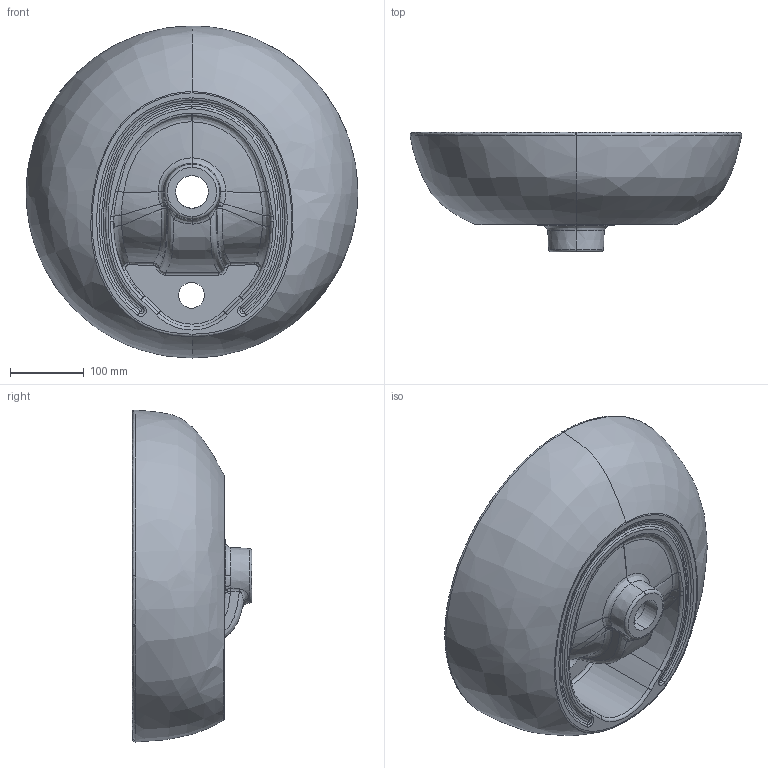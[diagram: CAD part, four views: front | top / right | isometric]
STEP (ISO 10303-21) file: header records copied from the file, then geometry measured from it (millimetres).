
FILE_DESCRIPTION((''),'2;1');
FILE_NAME('NL1940','2021-08-06T',('dan.hao'),(''),'PRO/ENGINEER BY PARAMETRIC TECHNOLOGY CORPORATION, 2010280','PRO/ENGINEER BY PARAMETRIC TECHNOLOGY CORPORATION, 2010280','');
FILE_SCHEMA(('AUTOMOTIVE_DESIGN_CC2 { 1 2 10303 214 -1 1 5 2 }'));
Length unit declared in the file: millimetre
Products named in the file (1): NL1940
Bounding box: 449.23 x 162 x 449.53 mm (x, y, z)
Volume: 6305051.1 mm3; surface area: 567358.3 mm2
Topology: 1 solids, 1 shells, 168 faces, 388 edges, 224 vertices
Faces by surface type: bspline 117, torus 14, plane 12, cylinder 11, cone 8, extrusion 4, sphere 2
Entity records: 15803 total; most frequent: CARTESIAN_POINT 12771, ORIENTED_EDGE 776, DIRECTION 413, EDGE_CURVE 388, VERTEX_POINT 224, B_SPLINE_CURVE_WITH_KNOTS 223, AXIS2_PLACEMENT_3D 193, EDGE_LOOP 174
